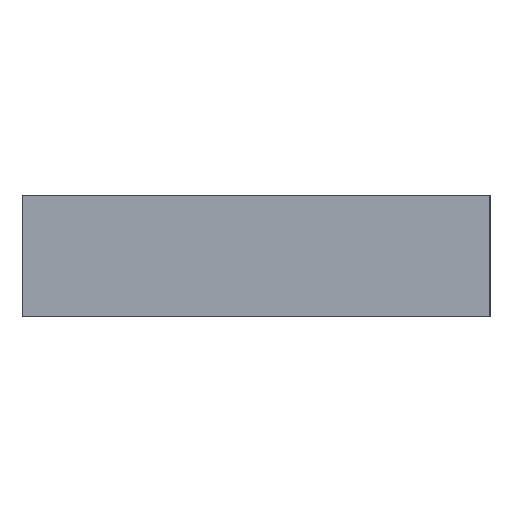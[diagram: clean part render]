
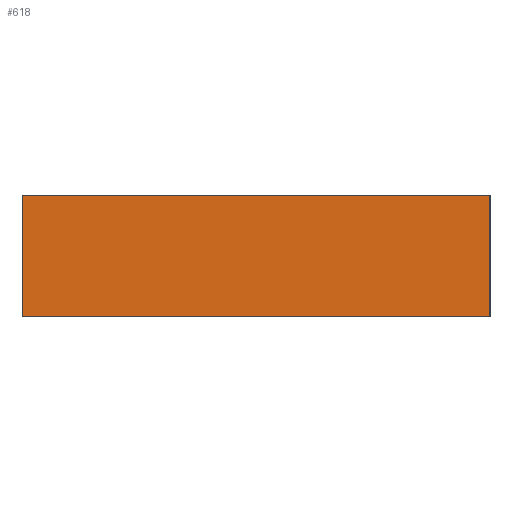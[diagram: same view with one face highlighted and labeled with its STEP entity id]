
A CAD part, left-side view. The second image highlights one B-rep face of the part: STEP entity #618.
In plain terms, the highlighted planar face has unit normal (-1, 0, 0).
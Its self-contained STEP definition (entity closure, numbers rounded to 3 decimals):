
#27 = AXIS2_PLACEMENT_3D ( 'NONE', #757, #277, #844 ) ;
#51 = VERTEX_POINT ( 'NONE', #934 ) ;
#60 = EDGE_CURVE ( 'NONE', #51, #688, #671, .T. ) ;
#68 = VECTOR ( 'NONE', #92, 1000. ) ;
#92 = DIRECTION ( 'NONE',  ( 0., 0., -1. ) ) ;
#105 = CARTESIAN_POINT ( 'NONE',  ( -25., -13.5, 7. ) ) ;
#111 = ORIENTED_EDGE ( 'NONE', *, *, #60, .T. ) ;
#173 = LINE ( 'NONE', #473, #983 ) ;
#188 = EDGE_CURVE ( 'NONE', #999, #835, #173, .T. ) ;
#202 = EDGE_LOOP ( 'NONE', ( #111, #485, #423, #614 ) ) ;
#215 = EDGE_CURVE ( 'NONE', #999, #51, #566, .T. ) ;
#216 = CARTESIAN_POINT ( 'NONE',  ( -25., -13.5, 0. ) ) ;
#271 = LINE ( 'NONE', #569, #68 ) ;
#273 = PLANE ( 'NONE',  #27 ) ;
#277 = DIRECTION ( 'NONE',  ( 1., 0., 0. ) ) ;
#397 = DIRECTION ( 'NONE',  ( 0., 0., -1. ) ) ;
#423 = ORIENTED_EDGE ( 'NONE', *, *, #188, .F. ) ;
#458 = VECTOR ( 'NONE', #541, 1000. ) ;
#473 = CARTESIAN_POINT ( 'NONE',  ( -25., -13.5, 7. ) ) ;
#477 = CARTESIAN_POINT ( 'NONE',  ( -25., 13.5, 7. ) ) ;
#485 = ORIENTED_EDGE ( 'NONE', *, *, #760, .F. ) ;
#541 = DIRECTION ( 'NONE',  ( 0., -1., 0. ) ) ;
#566 = LINE ( 'NONE', #477, #958 ) ;
#569 = CARTESIAN_POINT ( 'NONE',  ( -25., -13.5, 7. ) ) ;
#614 = ORIENTED_EDGE ( 'NONE', *, *, #215, .T. ) ;
#618 = ADVANCED_FACE ( 'NONE', ( #704 ), #273, .F. ) ;
#671 = LINE ( 'NONE', #702, #458 ) ;
#688 = VERTEX_POINT ( 'NONE', #216 ) ;
#702 = CARTESIAN_POINT ( 'NONE',  ( -25., -13.5, 0. ) ) ;
#704 = FACE_OUTER_BOUND ( 'NONE', #202, .T. ) ;
#757 = CARTESIAN_POINT ( 'NONE',  ( -25., -13.5, 7. ) ) ;
#760 = EDGE_CURVE ( 'NONE', #835, #688, #271, .T. ) ;
#797 = DIRECTION ( 'NONE',  ( 0., -1., 0. ) ) ;
#835 = VERTEX_POINT ( 'NONE', #105 ) ;
#844 = DIRECTION ( 'NONE',  ( 0., 0., -1. ) ) ;
#934 = CARTESIAN_POINT ( 'NONE',  ( -25., 13.5, 0. ) ) ;
#958 = VECTOR ( 'NONE', #397, 1000. ) ;
#981 = CARTESIAN_POINT ( 'NONE',  ( -25., 13.5, 7. ) ) ;
#983 = VECTOR ( 'NONE', #797, 1000. ) ;
#999 = VERTEX_POINT ( 'NONE', #981 ) ;
